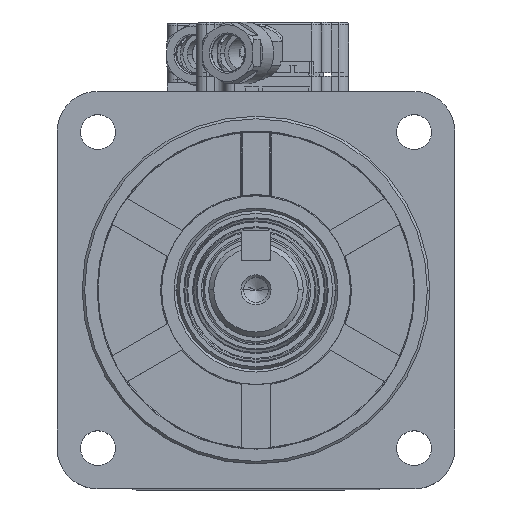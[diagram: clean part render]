
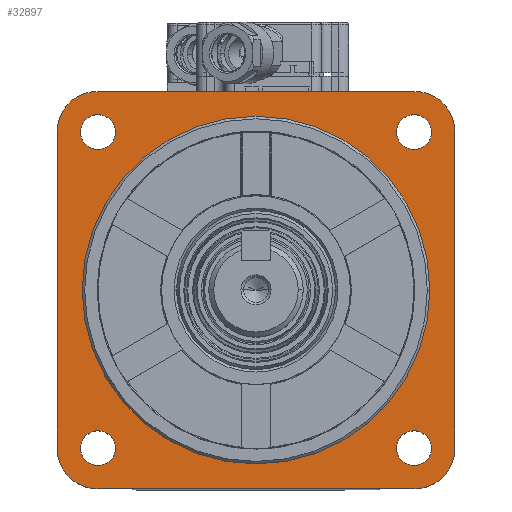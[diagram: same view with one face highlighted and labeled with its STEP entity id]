
A CAD part, top view. The second image highlights one B-rep face of the part: STEP entity #32897.
In plain terms, the highlighted planar face has unit normal (0, 0, 1).
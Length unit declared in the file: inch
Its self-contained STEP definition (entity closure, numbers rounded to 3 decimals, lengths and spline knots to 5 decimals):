
#30979=DIRECTION('',(-1.,0.,0.));
#30980=VECTOR('',#30979,2.51969);
#30981=CARTESIAN_POINT('',(1.25984,1.5748,
0.15748));
#30982=LINE('',#30981,#30980);
#31059=DIRECTION('',(1.,0.,0.));
#31060=VECTOR('',#31059,2.51969);
#31061=CARTESIAN_POINT('',(-1.25984,-1.5748,
0.15748));
#31062=LINE('',#31061,#31060);
#31091=DIRECTION('',(0.,-1.,0.));
#31092=VECTOR('',#31091,2.51969);
#31093=CARTESIAN_POINT('',(-1.5748,1.25984,
0.15748));
#31094=LINE('',#31093,#31092);
#31131=CARTESIAN_POINT('',(1.25984,1.25984,
0.15748));
#31132=DIRECTION('',(0.,0.,-1.));
#31133=DIRECTION('',(0.,1.,0.));
#31134=AXIS2_PLACEMENT_3D('',#31131,#31132,#31133);
#31136=CARTESIAN_POINT('',(1.25984,-1.25984,
0.15748));
#31137=DIRECTION('',(0.,0.,-1.));
#31138=DIRECTION('',(1.,0.,0.));
#31139=AXIS2_PLACEMENT_3D('',#31136,#31137,#31138);
#31141=CARTESIAN_POINT('',(-1.25984,-1.25984,
0.15748));
#31142=DIRECTION('',(0.,0.,-1.));
#31143=DIRECTION('',(0.,-1.,0.));
#31144=AXIS2_PLACEMENT_3D('',#31141,#31142,#31143);
#31146=CARTESIAN_POINT('',(-1.25984,1.25984,
0.15748));
#31147=DIRECTION('',(0.,0.,-1.));
#31148=DIRECTION('',(-1.,0.,0.));
#31149=AXIS2_PLACEMENT_3D('',#31146,#31147,#31148);
#31151=CARTESIAN_POINT('',(0.,0.,0.15748));
#31152=DIRECTION('',(0.,0.,1.));
#31153=DIRECTION('',(-1.,0.,0.));
#31154=AXIS2_PLACEMENT_3D('',#31151,#31152,#31153);
#31156=CARTESIAN_POINT('',(0.,0.,0.15748));
#31157=DIRECTION('',(0.,0.,1.));
#31158=DIRECTION('',(1.,0.,0.));
#31159=AXIS2_PLACEMENT_3D('',#31156,#31157,#31158);
#31161=CARTESIAN_POINT('',(-1.25275,-1.25275,
0.15748));
#31162=DIRECTION('',(0.,0.,1.));
#31163=DIRECTION('',(1.,0.,0.));
#31164=AXIS2_PLACEMENT_3D('',#31161,#31162,#31163);
#31166=CARTESIAN_POINT('',(-1.25275,-1.25275,
0.15748));
#31167=DIRECTION('',(0.,0.,1.));
#31168=DIRECTION('',(-1.,0.,0.));
#31169=AXIS2_PLACEMENT_3D('',#31166,#31167,#31168);
#31171=CARTESIAN_POINT('',(1.25275,-1.25275,
0.15748));
#31172=DIRECTION('',(0.,0.,1.));
#31173=DIRECTION('',(1.,0.,0.));
#31174=AXIS2_PLACEMENT_3D('',#31171,#31172,#31173);
#31176=CARTESIAN_POINT('',(1.25275,-1.25275,
0.15748));
#31177=DIRECTION('',(0.,0.,1.));
#31178=DIRECTION('',(-1.,0.,0.));
#31179=AXIS2_PLACEMENT_3D('',#31176,#31177,#31178);
#31181=CARTESIAN_POINT('',(1.25275,1.25275,
0.15748));
#31182=DIRECTION('',(0.,0.,1.));
#31183=DIRECTION('',(1.,0.,0.));
#31184=AXIS2_PLACEMENT_3D('',#31181,#31182,#31183);
#31186=CARTESIAN_POINT('',(1.25275,1.25275,
0.15748));
#31187=DIRECTION('',(0.,0.,1.));
#31188=DIRECTION('',(-1.,0.,0.));
#31189=AXIS2_PLACEMENT_3D('',#31186,#31187,#31188);
#31191=CARTESIAN_POINT('',(-1.25275,1.25275,
0.15748));
#31192=DIRECTION('',(0.,0.,1.));
#31193=DIRECTION('',(1.,0.,0.));
#31194=AXIS2_PLACEMENT_3D('',#31191,#31192,#31193);
#31196=CARTESIAN_POINT('',(-1.25275,1.25275,
0.15748));
#31197=DIRECTION('',(0.,0.,1.));
#31198=DIRECTION('',(-1.,0.,0.));
#31199=AXIS2_PLACEMENT_3D('',#31196,#31197,#31198);
#31257=DIRECTION('',(0.,1.,0.));
#31258=VECTOR('',#31257,2.51969);
#31259=CARTESIAN_POINT('',(1.5748,-1.25984,
0.15748));
#31260=LINE('',#31259,#31258);
#32293=CARTESIAN_POINT('',(-1.11495,1.25275,
0.15748));
#32294=VERTEX_POINT('',#32293);
#32295=CARTESIAN_POINT('',(-1.39054,1.25275,
0.15748));
#32296=VERTEX_POINT('',#32295);
#32317=CARTESIAN_POINT('',(1.25984,1.5748,
0.15748));
#32318=VERTEX_POINT('',#32317);
#32319=CARTESIAN_POINT('',(-1.25984,1.5748,
0.15748));
#32320=VERTEX_POINT('',#32319);
#32353=CARTESIAN_POINT('',(-1.25984,-1.5748,
0.15748));
#32354=VERTEX_POINT('',#32353);
#32355=CARTESIAN_POINT('',(1.25984,-1.5748,
0.15748));
#32356=VERTEX_POINT('',#32355);
#32373=CARTESIAN_POINT('',(-1.5748,1.25984,
0.15748));
#32374=VERTEX_POINT('',#32373);
#32375=CARTESIAN_POINT('',(-1.5748,-1.25984,
0.15748));
#32376=VERTEX_POINT('',#32375);
#32377=CARTESIAN_POINT('',(1.5748,1.25984,
0.15748));
#32378=VERTEX_POINT('',#32377);
#32379=CARTESIAN_POINT('',(1.5748,-1.25984,
0.15748));
#32380=VERTEX_POINT('',#32379);
#32381=CARTESIAN_POINT('',(-1.37795,0.,0.15748));
#32382=CARTESIAN_POINT('',(1.37795,0.,0.15748));
#32383=VERTEX_POINT('',#32381);
#32384=VERTEX_POINT('',#32382);
#32385=CARTESIAN_POINT('',(-1.11495,-1.25275,
0.15748));
#32386=CARTESIAN_POINT('',(-1.39054,-1.25275,
0.15748));
#32387=VERTEX_POINT('',#32385);
#32388=VERTEX_POINT('',#32386);
#32389=CARTESIAN_POINT('',(1.39054,-1.25275,
0.15748));
#32390=CARTESIAN_POINT('',(1.11495,-1.25275,
0.15748));
#32391=VERTEX_POINT('',#32389);
#32392=VERTEX_POINT('',#32390);
#32393=CARTESIAN_POINT('',(1.39054,1.25275,
0.15748));
#32394=CARTESIAN_POINT('',(1.11495,1.25275,
0.15748));
#32395=VERTEX_POINT('',#32393);
#32396=VERTEX_POINT('',#32394);
#32849=CARTESIAN_POINT('',(1.25984,1.25984,
0.15748));
#32850=DIRECTION('',(0.,0.,1.));
#32851=DIRECTION('',(1.,0.,0.));
#32852=AXIS2_PLACEMENT_3D('',#32849,#32850,#32851);
#32853=PLANE('',#32852);
#32855=ORIENTED_EDGE('',*,*,#32854,.T.);
#32857=ORIENTED_EDGE('',*,*,#32856,.F.);
#32859=ORIENTED_EDGE('',*,*,#32858,.T.);
#32860=ORIENTED_EDGE('',*,*,#32738,.F.);
#32862=ORIENTED_EDGE('',*,*,#32861,.T.);
#32863=ORIENTED_EDGE('',*,*,#32788,.F.);
#32864=ORIENTED_EDGE('',*,*,#32843,.T.);
#32865=ORIENTED_EDGE('',*,*,#32680,.F.);
#32866=EDGE_LOOP('',(#32855,#32857,#32859,#32860,#32862,#32863,#32864,#32865));
#32867=FACE_OUTER_BOUND('',#32866,.F.);
#32869=ORIENTED_EDGE('',*,*,#32868,.T.);
#32871=ORIENTED_EDGE('',*,*,#32870,.T.);
#32872=EDGE_LOOP('',(#32869,#32871));
#32873=FACE_BOUND('',#32872,.F.);
#32875=ORIENTED_EDGE('',*,*,#32874,.T.);
#32877=ORIENTED_EDGE('',*,*,#32876,.T.);
#32878=EDGE_LOOP('',(#32875,#32877));
#32879=FACE_BOUND('',#32878,.F.);
#32881=ORIENTED_EDGE('',*,*,#32880,.T.);
#32883=ORIENTED_EDGE('',*,*,#32882,.T.);
#32884=EDGE_LOOP('',(#32881,#32883));
#32885=FACE_BOUND('',#32884,.F.);
#32887=ORIENTED_EDGE('',*,*,#32886,.T.);
#32889=ORIENTED_EDGE('',*,*,#32888,.T.);
#32890=EDGE_LOOP('',(#32887,#32889));
#32891=FACE_BOUND('',#32890,.F.);
#32893=ORIENTED_EDGE('',*,*,#32892,.T.);
#32894=ORIENTED_EDGE('',*,*,#32635,.T.);
#32895=EDGE_LOOP('',(#32893,#32894));
#32896=FACE_BOUND('',#32895,.F.);
#32897=ADVANCED_FACE('',(#32867,#32873,#32879,#32885,#32891,#32896),#32853,.T.);
#31135=CIRCLE('',#31134,0.31496);
#31140=CIRCLE('',#31139,0.31496);
#31145=CIRCLE('',#31144,0.31496);
#31150=CIRCLE('',#31149,0.31496);
#31155=CIRCLE('',#31154,1.37795);
#31160=CIRCLE('',#31159,1.37795);
#31165=CIRCLE('',#31164,0.1378);
#31170=CIRCLE('',#31169,0.1378);
#31175=CIRCLE('',#31174,0.1378);
#31180=CIRCLE('',#31179,0.1378);
#31185=CIRCLE('',#31184,0.1378);
#31190=CIRCLE('',#31189,0.1378);
#31195=CIRCLE('',#31194,0.1378);
#31200=CIRCLE('',#31199,0.1378);
#32635=EDGE_CURVE('',#32296,#32294,#31200,.T.);
#32680=EDGE_CURVE('',#32318,#32320,#30982,.T.);
#32738=EDGE_CURVE('',#32354,#32356,#31062,.T.);
#32788=EDGE_CURVE('',#32374,#32376,#31094,.T.);
#32843=EDGE_CURVE('',#32374,#32320,#31150,.T.);
#32854=EDGE_CURVE('',#32318,#32378,#31135,.T.);
#32856=EDGE_CURVE('',#32380,#32378,#31260,.T.);
#32858=EDGE_CURVE('',#32380,#32356,#31140,.T.);
#32861=EDGE_CURVE('',#32354,#32376,#31145,.T.);
#32868=EDGE_CURVE('',#32383,#32384,#31155,.T.);
#32870=EDGE_CURVE('',#32384,#32383,#31160,.T.);
#32874=EDGE_CURVE('',#32387,#32388,#31165,.T.);
#32876=EDGE_CURVE('',#32388,#32387,#31170,.T.);
#32880=EDGE_CURVE('',#32391,#32392,#31175,.T.);
#32882=EDGE_CURVE('',#32392,#32391,#31180,.T.);
#32886=EDGE_CURVE('',#32395,#32396,#31185,.T.);
#32888=EDGE_CURVE('',#32396,#32395,#31190,.T.);
#32892=EDGE_CURVE('',#32294,#32296,#31195,.T.);
